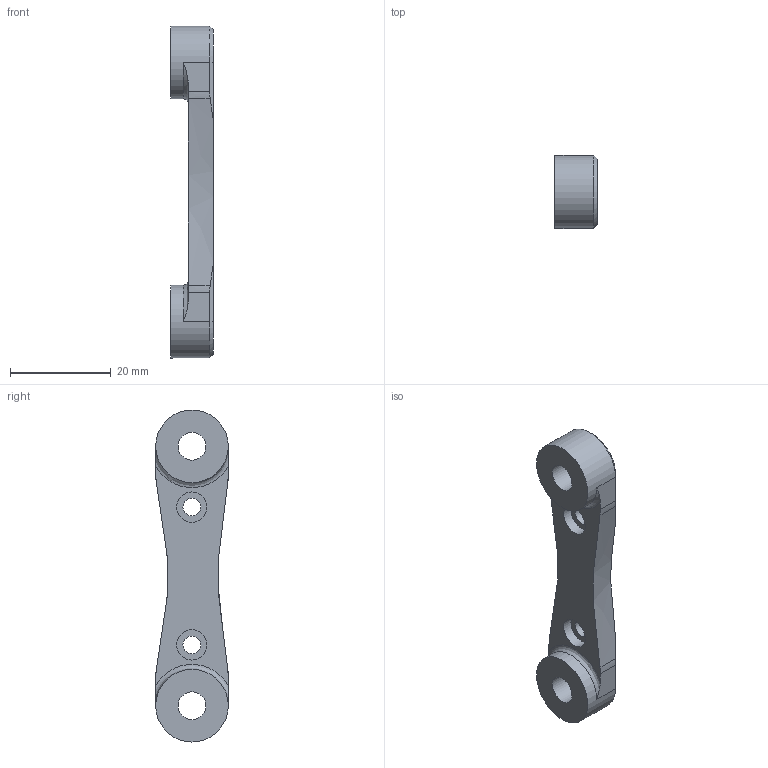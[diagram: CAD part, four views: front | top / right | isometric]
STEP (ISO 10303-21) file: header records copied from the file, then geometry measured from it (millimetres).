
FILE_DESCRIPTION(/* description */ (''),/* implementation_level */ '2;1');
FILE_NAME(/* name */ 'Mounting Bracket.step',/* time_stamp */ '2020-01-31T18:38:06+01:00',/* author */ (''),/* organization */ (''),/* preprocessor_version */ 'ST-DEVELOPER v18',/* originating_system */ 'Autodesk Translation Framework v8.12.0.6',/* authorisation */ '');
FILE_SCHEMA (('AUTOMOTIVE_DESIGN { 1 0 10303 214 3 1 1 }'));
Length unit declared in the file: millimetre
Products named in the file (1): Mounting Bracket
Bounding box: 8.5 x 14.38 x 65.78 mm (x, y, z)
Volume: 4530.4 mm3; surface area: 2901.4 mm2
Topology: 1 solids, 1 shells, 32 faces, 85 edges, 57 vertices
Faces by surface type: plane 14, cylinder 8, bspline 6, cone 2, torus 2
Full cylindrical faces by diameter (mm): 3.5 x2, 5.5 x2, 6 x2, 14.384 x2
Entity records: 1510 total; most frequent: CARTESIAN_POINT 700, ORIENTED_EDGE 170, DIRECTION 144, EDGE_CURVE 85, VERTEX_POINT 57, AXIS2_PLACEMENT_3D 56, EDGE_LOOP 42, FACE_OUTER_BOUND 32
